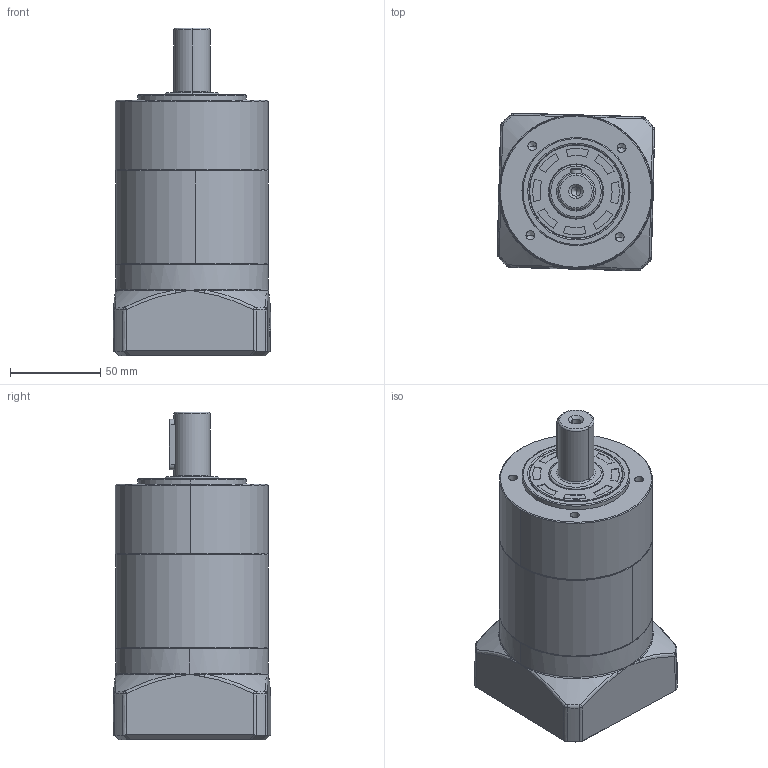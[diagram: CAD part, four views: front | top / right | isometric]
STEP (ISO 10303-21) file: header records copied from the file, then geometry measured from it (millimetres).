
FILE_DESCRIPTION (( 'STEP AP203' ), '1' );
FILE_NAME ('PG090-L2-19-70-90-M5-42.STEP', '2021-07-24T06:14:47', ( '' ), ( '' ), 'SwSTEP 2.0', 'SolidWorks 2018', '' );
FILE_SCHEMA (( 'CONFIG_CONTROL_DESIGN' ));
Length unit declared in the file: millimetre
Products named in the file (7): FBK嘎殤蚐猾 KG30X52X6; FG090输出内齿圈-S108; 怀堤俴陎殤PG090; 单边锁输入轴PG090; 怀堤傷褲极PG090; FG090-70X51XM5输入法兰（压铸成品）; PG090-L2-19-70-90-M5-42
Assembly tree (6 placements, depth 2):
  PG090-L2-19-70-90-M5-42
    怀堤俴陎殤PG090
    单边锁输入轴PG090
    FBK嘎殤蚐猾 KG30X52X6
    FG090输出内齿圈-S108
    FG090-70X51XM5输入法兰（压铸成品）
    怀堤傷褲极PG090
Bounding box: 87.61 x 87.61 x 182 mm (x, y, z)
Volume: 664727.6 mm3; surface area: 124419 mm2
Topology: 6 solids, 6 shells, 654 faces, 1591 edges, 935 vertices
Faces by surface type: bspline 170, cone 146, cylinder 137, plane 117, torus 82, sphere 2
Entity records: 25498 total; most frequent: CARTESIAN_POINT 10922, ORIENTED_EDGE 3054, DIRECTION 2661, EDGE_CURVE 1527, AXIS2_PLACEMENT_3D 1154, VERTEX_POINT 935, EDGE_LOOP 738, CIRCLE 661
